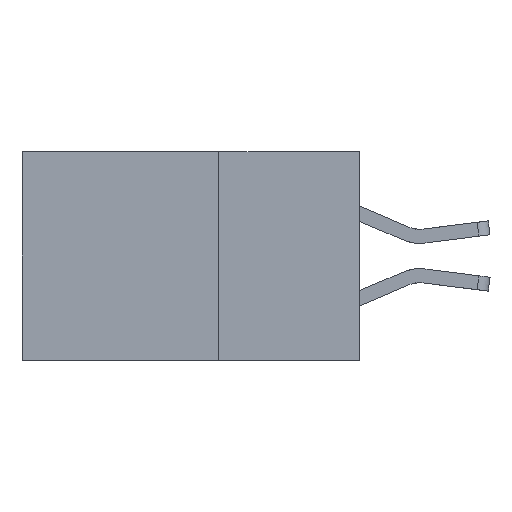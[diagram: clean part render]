
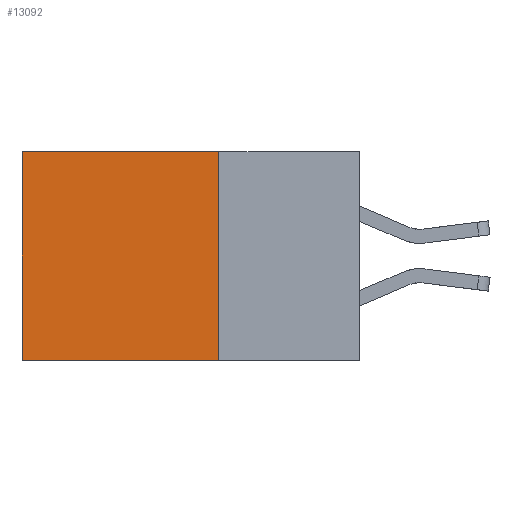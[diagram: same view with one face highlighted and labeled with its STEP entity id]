
A CAD part, left-side view. The second image highlights one B-rep face of the part: STEP entity #13092.
In plain terms, the highlighted planar face has unit normal (-1, 0, 0).
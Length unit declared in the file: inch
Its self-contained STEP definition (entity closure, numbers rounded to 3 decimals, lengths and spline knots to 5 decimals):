
#540 = CARTESIAN_POINT ( 'NONE',  ( 0.2875, 0.6, -0.37 ) ) ;
#590 = VECTOR ( 'NONE', #2074, 39.37008 ) ;
#1044 = VERTEX_POINT ( 'NONE', #2522 ) ;
#1172 = VERTEX_POINT ( 'NONE', #540 ) ;
#1556 = VECTOR ( 'NONE', #9389, 39.37008 ) ;
#1758 = ORIENTED_EDGE ( 'NONE', *, *, #3970, .F. ) ;
#1948 = DIRECTION ( 'NONE',  ( 0., 0., -1. ) ) ;
#2074 = DIRECTION ( 'NONE',  ( 0., 1., 0. ) ) ;
#2126 = AXIS2_PLACEMENT_3D ( 'NONE', #6979, #4967, #12045 ) ;
#2356 = EDGE_CURVE ( 'NONE', #2904, #1172, #7921, .T. ) ;
#2423 = ORIENTED_EDGE ( 'NONE', *, *, #2356, .F. ) ;
#2437 = VERTEX_POINT ( 'NONE', #2896 ) ;
#2522 = CARTESIAN_POINT ( 'NONE',  ( 0.2875, 0.25, 0. ) ) ;
#2896 = CARTESIAN_POINT ( 'NONE',  ( 0.2875, 0.6, 0. ) ) ;
#2904 = VERTEX_POINT ( 'NONE', #4769 ) ;
#3332 = EDGE_CURVE ( 'NONE', #2437, #1172, #7579, .T. ) ;
#3876 = PLANE ( 'NONE',  #2126 ) ;
#3885 = CARTESIAN_POINT ( 'NONE',  ( 0.2875, 0.25, -0.37 ) ) ;
#3970 = EDGE_CURVE ( 'NONE', #1044, #2904, #8204, .T. ) ;
#4769 = CARTESIAN_POINT ( 'NONE',  ( 0.2875, 0.25, -0.37 ) ) ;
#4967 = DIRECTION ( 'NONE',  ( 1., 0., 0. ) ) ;
#6979 = CARTESIAN_POINT ( 'NONE',  ( 0.2875, 0.25, 0. ) ) ;
#7579 = LINE ( 'NONE', #13441, #1556 ) ;
#7758 = FACE_OUTER_BOUND ( 'NONE', #10983, .T. ) ;
#7921 = LINE ( 'NONE', #3885, #10276 ) ;
#8204 = LINE ( 'NONE', #11343, #11209 ) ;
#9359 = ORIENTED_EDGE ( 'NONE', *, *, #9580, .T. ) ;
#9389 = DIRECTION ( 'NONE',  ( 0., 0., -1. ) ) ;
#9391 = CARTESIAN_POINT ( 'NONE',  ( 0.2875, 0.25, 0. ) ) ;
#9520 = ORIENTED_EDGE ( 'NONE', *, *, #3332, .T. ) ;
#9580 = EDGE_CURVE ( 'NONE', #1044, #2437, #11489, .T. ) ;
#10003 = DIRECTION ( 'NONE',  ( 0., 1., 0. ) ) ;
#10276 = VECTOR ( 'NONE', #10003, 39.37008 ) ;
#10983 = EDGE_LOOP ( 'NONE', ( #9520, #2423, #1758, #9359 ) ) ;
#11209 = VECTOR ( 'NONE', #1948, 39.37008 ) ;
#11343 = CARTESIAN_POINT ( 'NONE',  ( 0.2875, 0.25, 0. ) ) ;
#11489 = LINE ( 'NONE', #9391, #590 ) ;
#12045 = DIRECTION ( 'NONE',  ( 0., 0., -1. ) ) ;
#13092 = ADVANCED_FACE ( 'NONE', ( #7758 ), #3876, .F. ) ;
#13441 = CARTESIAN_POINT ( 'NONE',  ( 0.2875, 0.6, 0. ) ) ;
